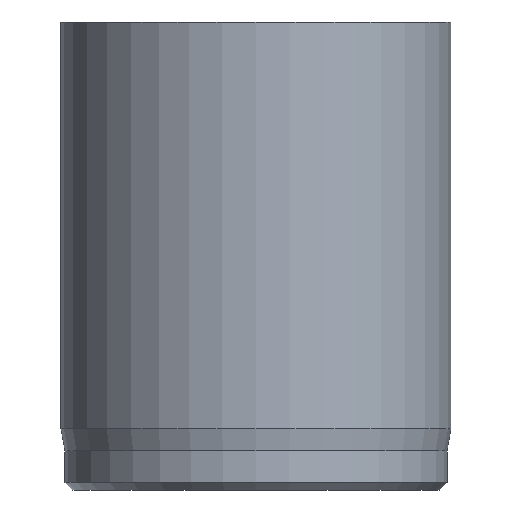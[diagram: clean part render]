
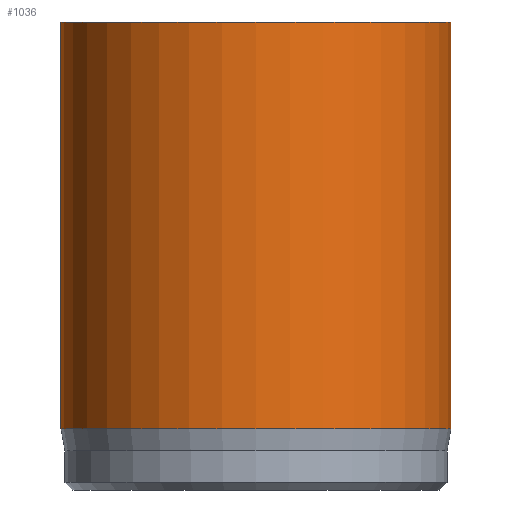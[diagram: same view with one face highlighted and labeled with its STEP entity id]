
A CAD part, front view. The second image highlights one B-rep face of the part: STEP entity #1036.
In plain terms, the highlighted cylindrical face has radius 5 mm (diameter 10 mm), a full revolution.
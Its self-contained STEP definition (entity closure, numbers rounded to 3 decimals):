
#42=CYLINDRICAL_SURFACE('',#1166,5.);
#55=CIRCLE('',#1164,5.);
#56=CIRCLE('',#1165,5.);
#57=CIRCLE('',#1167,5.);
#125=FACE_OUTER_BOUND('',#188,.T.);
#188=EDGE_LOOP('',(#825,#826,#827,#828,#829));
#298=LINE('',#1710,#407);
#407=VECTOR('',#1398,5.);
#496=VERTEX_POINT('',#1702);
#497=VERTEX_POINT('',#1703);
#498=VERTEX_POINT('',#1708);
#618=EDGE_CURVE('',#496,#497,#55,.T.);
#619=EDGE_CURVE('',#497,#496,#56,.T.);
#621=EDGE_CURVE('',#498,#498,#57,.T.);
#622=EDGE_CURVE('',#498,#496,#298,.T.);
#825=ORIENTED_EDGE('',*,*,#621,.T.);
#826=ORIENTED_EDGE('',*,*,#622,.T.);
#827=ORIENTED_EDGE('',*,*,#618,.T.);
#828=ORIENTED_EDGE('',*,*,#619,.T.);
#829=ORIENTED_EDGE('',*,*,#622,.F.);
#1036=ADVANCED_FACE('',(#125),#42,.T.);
#1164=AXIS2_PLACEMENT_3D('',#1704,#1389,#1390);
#1165=AXIS2_PLACEMENT_3D('',#1705,#1391,#1392);
#1166=AXIS2_PLACEMENT_3D('',#1707,#1394,#1395);
#1167=AXIS2_PLACEMENT_3D('',#1709,#1396,#1397);
#1389=DIRECTION('center_axis',(0.,0.,1.));
#1390=DIRECTION('ref_axis',(-1.,0.,0.));
#1391=DIRECTION('center_axis',(0.,0.,1.));
#1392=DIRECTION('ref_axis',(-1.,0.,0.));
#1394=DIRECTION('center_axis',(0.,0.,1.));
#1395=DIRECTION('ref_axis',(-1.,0.,0.));
#1396=DIRECTION('center_axis',(0.,0.,-1.));
#1397=DIRECTION('ref_axis',(-1.,0.,0.));
#1398=DIRECTION('',(0.,0.,-1.));
#1702=CARTESIAN_POINT('',(5.,0.,1.567));
#1703=CARTESIAN_POINT('',(-5.,0.,1.567));
#1704=CARTESIAN_POINT('Origin',(0.,0.,1.567));
#1705=CARTESIAN_POINT('Origin',(0.,0.,1.567));
#1707=CARTESIAN_POINT('Origin',(0.,0.,0.));
#1708=CARTESIAN_POINT('',(5.,0.,12.));
#1709=CARTESIAN_POINT('Origin',(0.,0.,12.));
#1710=CARTESIAN_POINT('',(5.,0.,0.));
